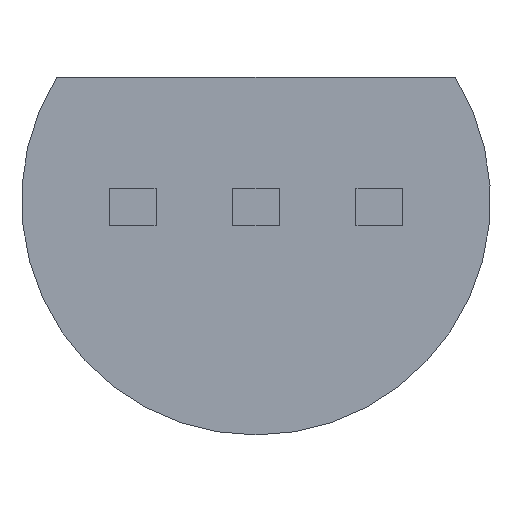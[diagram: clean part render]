
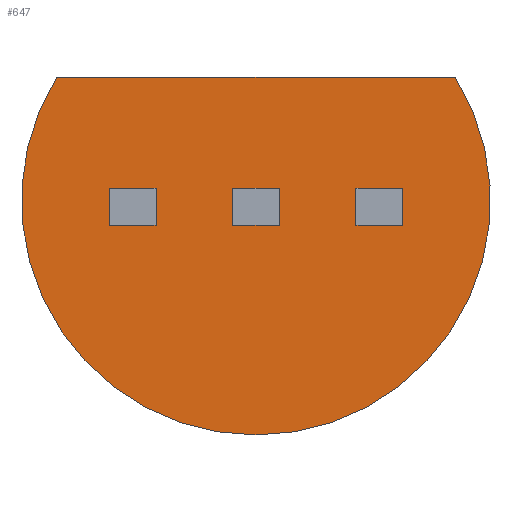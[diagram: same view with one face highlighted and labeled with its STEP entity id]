
A CAD part, front view. The second image highlights one B-rep face of the part: STEP entity #647.
In plain terms, the highlighted planar face has unit normal (0, -1, 0).
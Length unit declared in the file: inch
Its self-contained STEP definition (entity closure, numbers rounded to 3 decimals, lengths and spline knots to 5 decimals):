
#62 = LINE ( 'NONE', #145, #422 ) ;
#84 = DIRECTION ( 'NONE',  ( 0., -1., 0. ) ) ;
#101 = EDGE_CURVE ( 'NONE', #200, #372, #62, .T. ) ;
#132 = EDGE_CURVE ( 'NONE', #592, #200, #537, .T. ) ;
#145 = CARTESIAN_POINT ( 'NONE',  ( -0.08078, 0., 0.0525 ) ) ;
#168 = ORIENTED_EDGE ( 'NONE', *, *, #132, .F. ) ;
#173 = ORIENTED_EDGE ( 'NONE', *, *, #392, .F. ) ;
#197 = AXIS2_PLACEMENT_3D ( 'NONE', #353, #84, #570 ) ;
#198 = DIRECTION ( 'NONE',  ( 0., 0., -1. ) ) ;
#200 = VERTEX_POINT ( 'NONE', #405 ) ;
#202 = CARTESIAN_POINT ( 'NONE',  ( 0., 0., 0.0025 ) ) ;
#210 = CARTESIAN_POINT ( 'NONE',  ( 0., 0., -0.0925 ) ) ;
#251 = PLANE ( 'NONE',  #197 ) ;
#264 = DIRECTION ( 'NONE',  ( 1., 0., 0. ) ) ;
#280 = CARTESIAN_POINT ( 'NONE',  ( 0.08078, 0., 0.0525 ) ) ;
#346 = CARTESIAN_POINT ( 'NONE',  ( 0., 0., 0.0025 ) ) ;
#353 = CARTESIAN_POINT ( 'NONE',  ( 0., 0., 0.0025 ) ) ;
#355 = AXIS2_PLACEMENT_3D ( 'NONE', #202, #415, #198 ) ;
#356 = AXIS2_PLACEMENT_3D ( 'NONE', #346, #604, #438 ) ;
#372 = VERTEX_POINT ( 'NONE', #280 ) ;
#392 = EDGE_CURVE ( 'NONE', #372, #592, #463, .T. ) ;
#405 = CARTESIAN_POINT ( 'NONE',  ( -0.08078, 0., 0.0525 ) ) ;
#415 = DIRECTION ( 'NONE',  ( 0., 1., 0. ) ) ;
#422 = VECTOR ( 'NONE', #264, 39.37008 ) ;
#438 = DIRECTION ( 'NONE',  ( 0., 0., -1. ) ) ;
#463 = CIRCLE ( 'NONE', #356, 0.095 ) ;
#467 = EDGE_LOOP ( 'NONE', ( #173, #630, #168 ) ) ;
#537 = CIRCLE ( 'NONE', #355, 0.095 ) ;
#570 = DIRECTION ( 'NONE',  ( 0., 0., -1. ) ) ;
#592 = VERTEX_POINT ( 'NONE', #210 ) ;
#604 = DIRECTION ( 'NONE',  ( 0., 1., 0. ) ) ;
#624 = FACE_OUTER_BOUND ( 'NONE', #467, .T. ) ;
#630 = ORIENTED_EDGE ( 'NONE', *, *, #101, .F. ) ;
#647 = ADVANCED_FACE ( 'NONE', ( #624 ), #251, .T. ) ;
